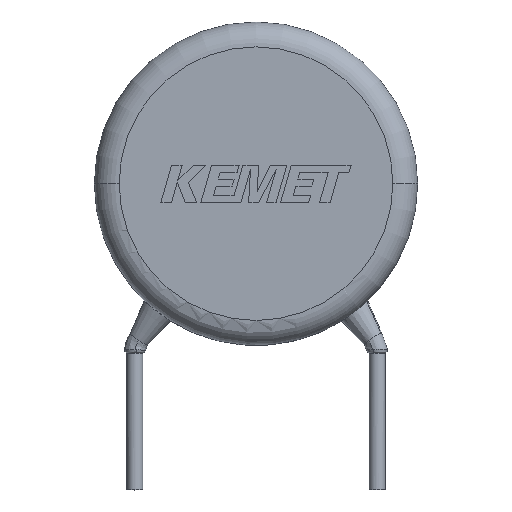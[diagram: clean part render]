
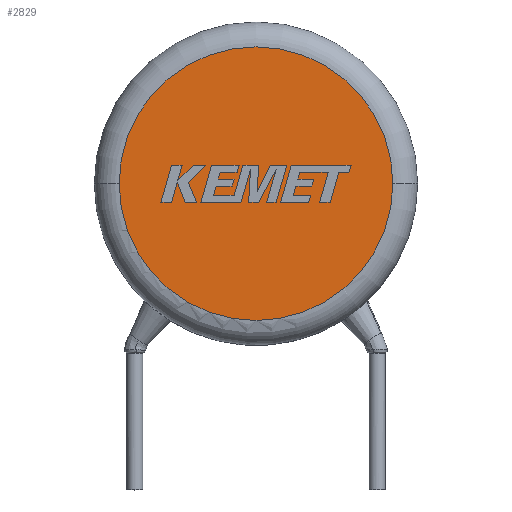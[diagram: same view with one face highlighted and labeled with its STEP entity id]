
A CAD part, top view. The second image highlights one B-rep face of the part: STEP entity #2829.
In plain terms, the highlighted planar face has unit normal (0, 0, 1).
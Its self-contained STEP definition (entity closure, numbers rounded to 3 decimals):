
#68 = DIRECTION ( 'NONE',  ( 0., 0., 1. ) ) ;
#128 = CARTESIAN_POINT ( 'NONE',  ( 0., 0., 5. ) ) ;
#373 = EDGE_CURVE ( 'NONE', #4038, #928, #2069, .T. ) ;
#512 = CARTESIAN_POINT ( 'NONE',  ( 0., 0., 5. ) ) ;
#559 = AXIS2_PLACEMENT_3D ( 'NONE', #3725, #3360, #1029 ) ;
#860 = PLANE ( 'NONE',  #1898 ) ;
#899 = CIRCLE ( 'NONE', #3695, 5.5 ) ;
#928 = VERTEX_POINT ( 'NONE', #2721 ) ;
#1029 = DIRECTION ( 'NONE',  ( 1., 0., 0. ) ) ;
#1185 = ORIENTED_EDGE ( 'NONE', *, *, #373, .T. ) ;
#1516 = CARTESIAN_POINT ( 'NONE',  ( 5.5, 0., 5. ) ) ;
#1748 = ORIENTED_EDGE ( 'NONE', *, *, #3501, .T. ) ;
#1840 = DIRECTION ( 'NONE',  ( 0., 0., 1. ) ) ;
#1898 = AXIS2_PLACEMENT_3D ( 'NONE', #512, #68, #2370 ) ;
#1963 = EDGE_LOOP ( 'NONE', ( #1185, #1748 ) ) ;
#2069 = CIRCLE ( 'NONE', #559, 5.5 ) ;
#2370 = DIRECTION ( 'NONE',  ( 1., 0., 0. ) ) ;
#2721 = CARTESIAN_POINT ( 'NONE',  ( -5.5, 0., 5. ) ) ;
#2829 = ADVANCED_FACE ( 'NONE', ( #2878 ), #860, .T. ) ;
#2878 = FACE_OUTER_BOUND ( 'NONE', #1963, .T. ) ;
#3360 = DIRECTION ( 'NONE',  ( 0., 0., 1. ) ) ;
#3501 = EDGE_CURVE ( 'NONE', #928, #4038, #899, .T. ) ;
#3695 = AXIS2_PLACEMENT_3D ( 'NONE', #128, #1840, #4256 ) ;
#3725 = CARTESIAN_POINT ( 'NONE',  ( 0., 0., 5. ) ) ;
#4038 = VERTEX_POINT ( 'NONE', #1516 ) ;
#4256 = DIRECTION ( 'NONE',  ( 1., 0., 0. ) ) ;
